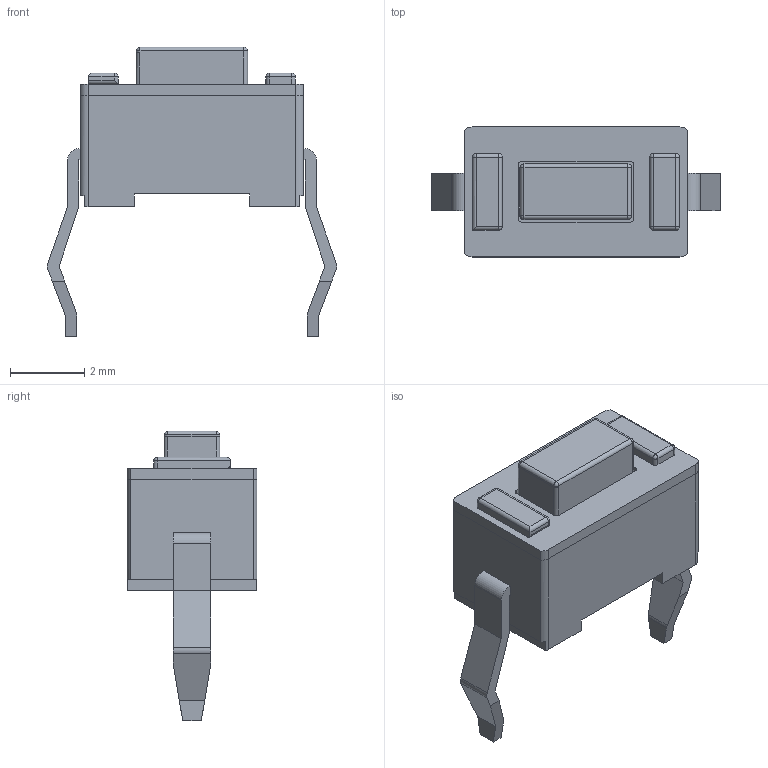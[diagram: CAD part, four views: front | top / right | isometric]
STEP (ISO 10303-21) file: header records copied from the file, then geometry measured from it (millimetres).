
FILE_DESCRIPTION(/* description */ ('STEP AP214'),/* implementation_level */ '2;1');
FILE_NAME(/* name */ 'PTS636SL50LFS',/* time_stamp */ '2025-03-01T20:18:05+01:00',/* author */ ('License CC BY-ND 4.0'),/* organization */ ('CADENAS'),/* preprocessor_version */ 'ST-DEVELOPER v19.3',/* originating_system */ 'PARTsolutions',/* authorisation */ ' ');
FILE_SCHEMA (('AUTOMOTIVE_DESIGN {1 0 10303 214 3 1 1}'));
Length unit declared in the file: millimetre
Products named in the file (11): PTS636SL50LFS; PTS636SL50LFS_PART1; PTS636SL50LFS_PART2; PTS636SL50LFS_PART3; PTS636SL50LFS_PART4; PTS636SL50LFS_PART5; PTS636SL50LFS_PART6; PTS636SL50LFS_PART7; PTS636SL50LFS_PART8; PTS636SL50LFS_PART9; PTS636SL50LFS_PART10
Assembly tree (10 placements, depth 2):
  PTS636SL50LFS
    PTS636SL50LFS_PART1
    PTS636SL50LFS_PART2
    PTS636SL50LFS_PART3
    PTS636SL50LFS_PART4
    PTS636SL50LFS_PART5
    PTS636SL50LFS_PART6
    PTS636SL50LFS_PART7
    PTS636SL50LFS_PART8
    PTS636SL50LFS_PART9
    PTS636SL50LFS_PART10
Bounding box: 7.8 x 3.5 x 7.8 mm (x, y, z)
Volume: 61.3 mm3; surface area: 273.6 mm2
Topology: 10 solids, 10 shells, 287 faces, 713 edges, 437 vertices
Faces by surface type: plane 167, cylinder 78, bspline 27, sphere 15
Full cylindrical faces by diameter (mm): 0.8 x2
Entity records: 9061 total; most frequent: CARTESIAN_POINT 2222, ORIENTED_EDGE 1392, DIRECTION 1333, EDGE_CURVE 696, LINE 463, VECTOR 463, VERTEX_POINT 437, AXIS2_PLACEMENT_3D 435
